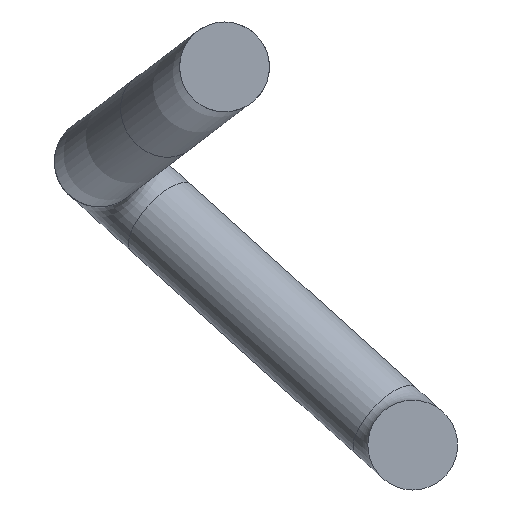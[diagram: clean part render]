
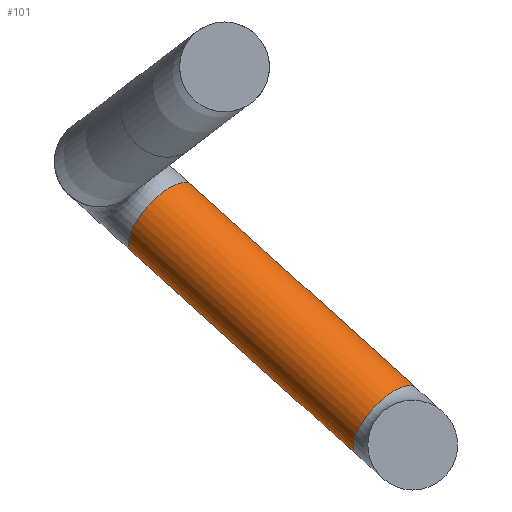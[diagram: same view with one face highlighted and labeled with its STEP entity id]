
A CAD part, left-side view. The second image highlights one B-rep face of the part: STEP entity #101.
In plain terms, the highlighted cylindrical face has radius 3 mm (diameter 6 mm), a full revolution.
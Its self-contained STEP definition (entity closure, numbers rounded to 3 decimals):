
#101=ADVANCED_FACE('',(#121,#122),#123,.T.);
#121=FACE_BOUND('',#153,.T.);
#122=FACE_BOUND('',#154,.T.);
#123=CYLINDRICAL_SURFACE('',#155,3.);
#153=EDGE_LOOP('',(#227));
#154=EDGE_LOOP('',(#228));
#155=AXIS2_PLACEMENT_3D('',#229,#230,#231);
#227=ORIENTED_EDGE('',*,*,#266,.T.);
#228=ORIENTED_EDGE('',*,*,#268,.F.);
#229=CARTESIAN_POINT('',(-5538.495,-5835.719,3286.736));
#230=DIRECTION('',(0.398,0.672,0.624));
#231=DIRECTION('',(0.222,0.589,-0.777));
#266=EDGE_CURVE('',#284,#284,#286,.T.);
#268=EDGE_CURVE('',#288,#288,#289,.T.);
#284=VERTEX_POINT('',#325);
#286=CIRCLE('',#327,3.);
#288=VERTEX_POINT('',#329);
#289=CIRCLE('',#330,3.);
#325=CARTESIAN_POINT('',(-5529.07,-5819.151,3298.14));
#327=AXIS2_PLACEMENT_3D('',#358,#359,#360);
#329=CARTESIAN_POINT('',(-5537.827,-5833.951,3284.406));
#330=AXIS2_PLACEMENT_3D('',#364,#365,#366);
#358=CARTESIAN_POINT('',(-5529.738,-5820.919,3300.47));
#359=DIRECTION('',(-0.398,-0.672,-0.624));
#360=DIRECTION('',(0.222,0.589,-0.777));
#364=CARTESIAN_POINT('',(-5538.495,-5835.719,3286.736));
#365=DIRECTION('',(-0.398,-0.672,-0.624));
#366=DIRECTION('',(0.222,0.589,-0.777));
